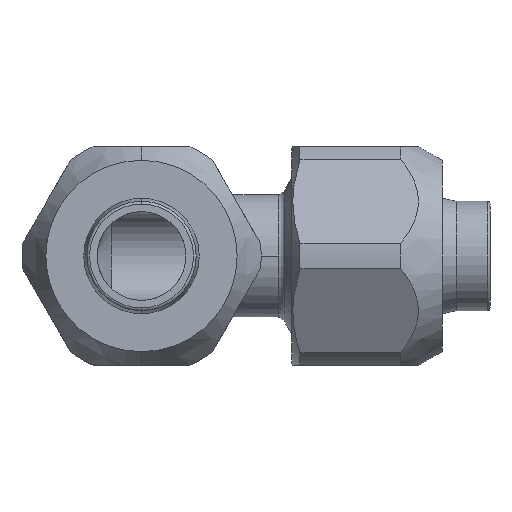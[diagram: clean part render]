
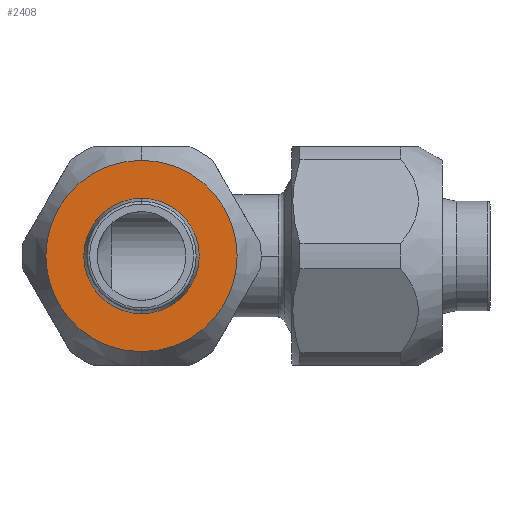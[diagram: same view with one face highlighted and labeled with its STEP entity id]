
A CAD part, front view. The second image highlights one B-rep face of the part: STEP entity #2408.
In plain terms, the highlighted planar face has unit normal (0, -1, 0).
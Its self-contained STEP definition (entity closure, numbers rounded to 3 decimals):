
#337 = CARTESIAN_POINT ( 'NONE',  ( 0., -22., -7. ) ) ;
#368 = CARTESIAN_POINT ( 'NONE',  ( 0., -22., 7. ) ) ;
#407 = VERTEX_POINT ( 'NONE', #2842 ) ;
#436 = CARTESIAN_POINT ( 'NONE',  ( 0., -22., 0. ) ) ;
#437 = DIRECTION ( 'NONE',  ( 0., 1., 0. ) ) ;
#438 = DIRECTION ( 'NONE',  ( 0., 0., -1. ) ) ;
#694 = FACE_OUTER_BOUND ( 'NONE', #2668, .T. ) ;
#695 = FACE_BOUND ( 'NONE', #2557, .T. ) ;
#832 = EDGE_CURVE ( 'NONE', #1318, #407, #2508, .T. ) ;
#833 = EDGE_CURVE ( 'NONE', #2866, #2662, #2937, .T. ) ;
#1318 = VERTEX_POINT ( 'NONE', #1367 ) ;
#1367 = CARTESIAN_POINT ( 'NONE',  ( 0., -22., -4.224 ) ) ;
#1472 = CARTESIAN_POINT ( 'NONE',  ( 0., -22., 0. ) ) ;
#1473 = DIRECTION ( 'NONE',  ( 0., 1., 0. ) ) ;
#1474 = DIRECTION ( 'NONE',  ( 0., 0., -1. ) ) ;
#1524 = PLANE ( 'NONE',  #2793 ) ;
#1525 = CARTESIAN_POINT ( 'NONE',  ( -7., -22., 0. ) ) ;
#1526 = DIRECTION ( 'NONE',  ( 0., -1., 0. ) ) ;
#1527 = DIRECTION ( 'NONE',  ( 0., 0., 1. ) ) ;
#1699 = ORIENTED_EDGE ( 'NONE', *, *, #2428, .F. ) ;
#1701 = ORIENTED_EDGE ( 'NONE', *, *, #833, .F. ) ;
#1702 = ORIENTED_EDGE ( 'NONE', *, *, #832, .T. ) ;
#1703 = ORIENTED_EDGE ( 'NONE', *, *, #2391, .T. ) ;
#1985 = CARTESIAN_POINT ( 'NONE',  ( 0., -22., 0. ) ) ;
#1986 = DIRECTION ( 'NONE',  ( 0., 1., 0. ) ) ;
#1987 = DIRECTION ( 'NONE',  ( 0., 0., -1. ) ) ;
#1988 = CARTESIAN_POINT ( 'NONE',  ( 0., -22., 0. ) ) ;
#1989 = DIRECTION ( 'NONE',  ( 0., 1., 0. ) ) ;
#1990 = DIRECTION ( 'NONE',  ( 0., 0., -1. ) ) ;
#2391 = EDGE_CURVE ( 'NONE', #407, #1318, #2769, .T. ) ;
#2408 = ADVANCED_FACE ( 'NONE', ( #694, #695 ), #1524, .T. ) ;
#2428 = EDGE_CURVE ( 'NONE', #2662, #2866, #2812, .T. ) ;
#2508 = CIRCLE ( 'NONE', #2938, 4.224 ) ;
#2557 = EDGE_LOOP ( 'NONE', ( #1703, #1702 ) ) ;
#2662 = VERTEX_POINT ( 'NONE', #337 ) ;
#2668 = EDGE_LOOP ( 'NONE', ( #1699, #1701 ) ) ;
#2769 = CIRCLE ( 'NONE', #2771, 4.224 ) ;
#2771 = AXIS2_PLACEMENT_3D ( 'NONE', #1472, #1473, #1474 ) ;
#2793 = AXIS2_PLACEMENT_3D ( 'NONE', #1525, #1526, #1527 ) ;
#2812 = CIRCLE ( 'NONE', #2819, 7. ) ;
#2819 = AXIS2_PLACEMENT_3D ( 'NONE', #436, #437, #438 ) ;
#2842 = CARTESIAN_POINT ( 'NONE',  ( 0., -22., 4.224 ) ) ;
#2866 = VERTEX_POINT ( 'NONE', #368 ) ;
#2937 = CIRCLE ( 'NONE', #2950, 7. ) ;
#2938 = AXIS2_PLACEMENT_3D ( 'NONE', #1985, #1986, #1987 ) ;
#2950 = AXIS2_PLACEMENT_3D ( 'NONE', #1988, #1989, #1990 ) ;
